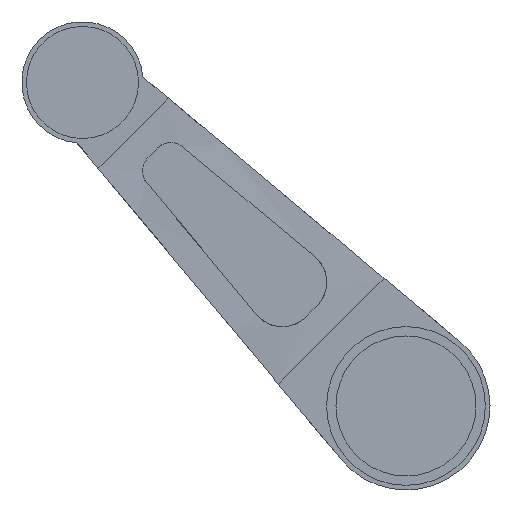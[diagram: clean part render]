
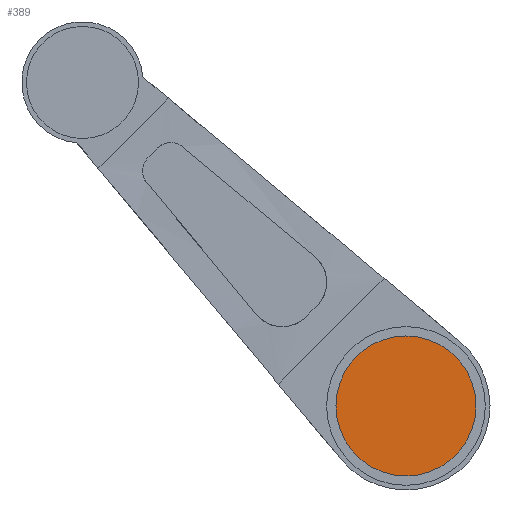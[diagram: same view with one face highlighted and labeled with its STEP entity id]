
A CAD part, left-side view. The second image highlights one B-rep face of the part: STEP entity #389.
In plain terms, the highlighted planar face has unit normal (-1, 0, 0).
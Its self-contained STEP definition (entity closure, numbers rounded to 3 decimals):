
#389 = ADVANCED_FACE ( 'NONE', ( #4618 ), #412, .F. ) ;
#412 = PLANE ( 'NONE',  #1843 ) ;
#514 = CARTESIAN_POINT ( 'NONE',  ( 10., 0., -75. ) ) ;
#890 = DIRECTION ( 'NONE',  ( 1., 0., 0. ) ) ;
#981 = EDGE_LOOP ( 'NONE', ( #3677, #4392 ) ) ;
#1510 = VERTEX_POINT ( 'NONE', #5444 ) ;
#1535 = CIRCLE ( 'NONE', #3805, 75. ) ;
#1843 = AXIS2_PLACEMENT_3D ( 'NONE', #3282, #890, #4232 ) ;
#2156 = CARTESIAN_POINT ( 'NONE',  ( 10., 0., 0. ) ) ;
#2201 = CIRCLE ( 'NONE', #3508, 75. ) ;
#2635 = DIRECTION ( 'NONE',  ( 0., 0., -1. ) ) ;
#2793 = DIRECTION ( 'NONE',  ( 1., 0., 0. ) ) ;
#3282 = CARTESIAN_POINT ( 'NONE',  ( 10., 346.482, 346.482 ) ) ;
#3508 = AXIS2_PLACEMENT_3D ( 'NONE', #2156, #5501, #2635 ) ;
#3532 = EDGE_CURVE ( 'NONE', #1510, #4485, #2201, .T. ) ;
#3677 = ORIENTED_EDGE ( 'NONE', *, *, #3532, .F. ) ;
#3805 = AXIS2_PLACEMENT_3D ( 'NONE', #5657, #2793, #6140 ) ;
#4232 = DIRECTION ( 'NONE',  ( 0., 0., -1. ) ) ;
#4392 = ORIENTED_EDGE ( 'NONE', *, *, #5912, .F. ) ;
#4485 = VERTEX_POINT ( 'NONE', #514 ) ;
#4618 = FACE_OUTER_BOUND ( 'NONE', #981, .T. ) ;
#5444 = CARTESIAN_POINT ( 'NONE',  ( 10., 0., 75. ) ) ;
#5501 = DIRECTION ( 'NONE',  ( 1., 0., 0. ) ) ;
#5657 = CARTESIAN_POINT ( 'NONE',  ( 10., 0., 0. ) ) ;
#5912 = EDGE_CURVE ( 'NONE', #4485, #1510, #1535, .T. ) ;
#6140 = DIRECTION ( 'NONE',  ( 0., 0., -1. ) ) ;
